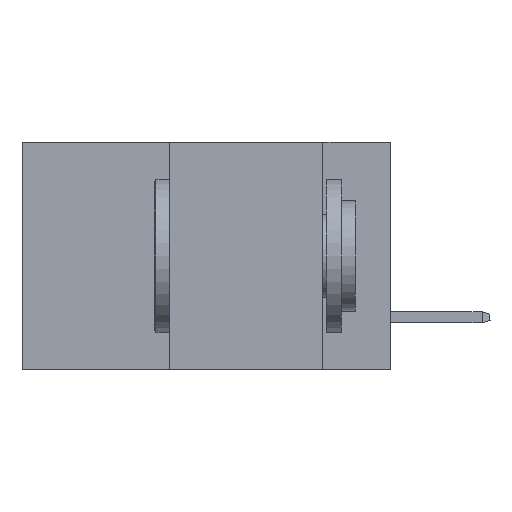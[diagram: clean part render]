
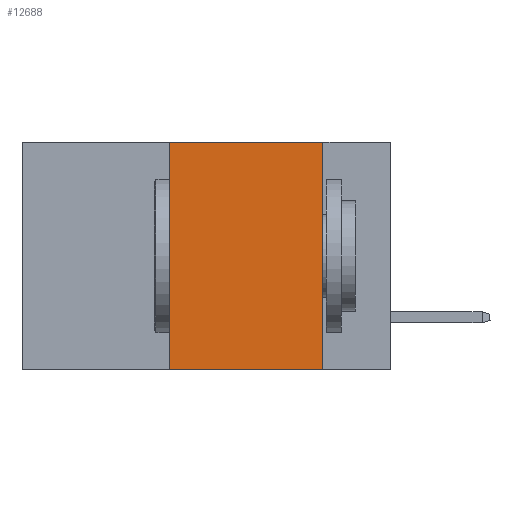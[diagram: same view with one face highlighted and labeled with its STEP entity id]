
A CAD part, left-side view. The second image highlights one B-rep face of the part: STEP entity #12688.
In plain terms, the highlighted planar face has unit normal (-1, 0, 0).
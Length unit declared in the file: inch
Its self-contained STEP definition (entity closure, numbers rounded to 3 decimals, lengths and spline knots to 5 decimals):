
#786 = EDGE_CURVE ( 'NONE', #24330, #10132, #13457, .T. ) ;
#837 = PLANE ( 'NONE',  #31269 ) ;
#3093 = LINE ( 'NONE', #24489, #31965 ) ;
#5653 = VERTEX_POINT ( 'NONE', #19721 ) ;
#5907 = DIRECTION ( 'NONE',  ( 0., 0., -1. ) ) ;
#6486 = LINE ( 'NONE', #11555, #32138 ) ;
#7311 = ORIENTED_EDGE ( 'NONE', *, *, #17120, .T. ) ;
#8976 = DIRECTION ( 'NONE',  ( 0., -1., 0. ) ) ;
#9052 = LINE ( 'NONE', #13046, #14700 ) ;
#9494 = DIRECTION ( 'NONE',  ( 0., 0., -1. ) ) ;
#10132 = VERTEX_POINT ( 'NONE', #23195 ) ;
#10276 = EDGE_CURVE ( 'NONE', #10132, #5653, #9052, .T. ) ;
#11555 = CARTESIAN_POINT ( 'NONE',  ( 0., 0.6, -0.37 ) ) ;
#11840 = DIRECTION ( 'NONE',  ( 0., 0., 1. ) ) ;
#12688 = ADVANCED_FACE ( 'NONE', ( #23911 ), #837, .F. ) ;
#12964 = EDGE_CURVE ( 'NONE', #27627, #24330, #3093, .T. ) ;
#13046 = CARTESIAN_POINT ( 'NONE',  ( 0., 0.11, 0. ) ) ;
#13141 = ORIENTED_EDGE ( 'NONE', *, *, #10276, .F. ) ;
#13457 = LINE ( 'NONE', #23913, #22284 ) ;
#14700 = VECTOR ( 'NONE', #5907, 39.37008 ) ;
#17120 = EDGE_CURVE ( 'NONE', #27627, #5653, #6486, .T. ) ;
#19721 = CARTESIAN_POINT ( 'NONE',  ( 0., 0.11, -0.37 ) ) ;
#22284 = VECTOR ( 'NONE', #23807, 39.37008 ) ;
#22483 = CARTESIAN_POINT ( 'NONE',  ( 0., 0.6, 0. ) ) ;
#23195 = CARTESIAN_POINT ( 'NONE',  ( 0., 0.11, 0. ) ) ;
#23807 = DIRECTION ( 'NONE',  ( 0., -1., 0. ) ) ;
#23911 = FACE_OUTER_BOUND ( 'NONE', #25093, .T. ) ;
#23913 = CARTESIAN_POINT ( 'NONE',  ( 0., 0.6, 0. ) ) ;
#24329 = ORIENTED_EDGE ( 'NONE', *, *, #12964, .F. ) ;
#24330 = VERTEX_POINT ( 'NONE', #25417 ) ;
#24489 = CARTESIAN_POINT ( 'NONE',  ( 0., 0.36, 0. ) ) ;
#25093 = EDGE_LOOP ( 'NONE', ( #13141, #29902, #24329, #7311 ) ) ;
#25417 = CARTESIAN_POINT ( 'NONE',  ( 0., 0.36, 0. ) ) ;
#26486 = CARTESIAN_POINT ( 'NONE',  ( 0., 0.36, -0.37 ) ) ;
#27533 = DIRECTION ( 'NONE',  ( 1., 0., 0. ) ) ;
#27627 = VERTEX_POINT ( 'NONE', #26486 ) ;
#29902 = ORIENTED_EDGE ( 'NONE', *, *, #786, .F. ) ;
#31269 = AXIS2_PLACEMENT_3D ( 'NONE', #22483, #27533, #9494 ) ;
#31965 = VECTOR ( 'NONE', #11840, 39.37008 ) ;
#32138 = VECTOR ( 'NONE', #8976, 39.37008 ) ;
